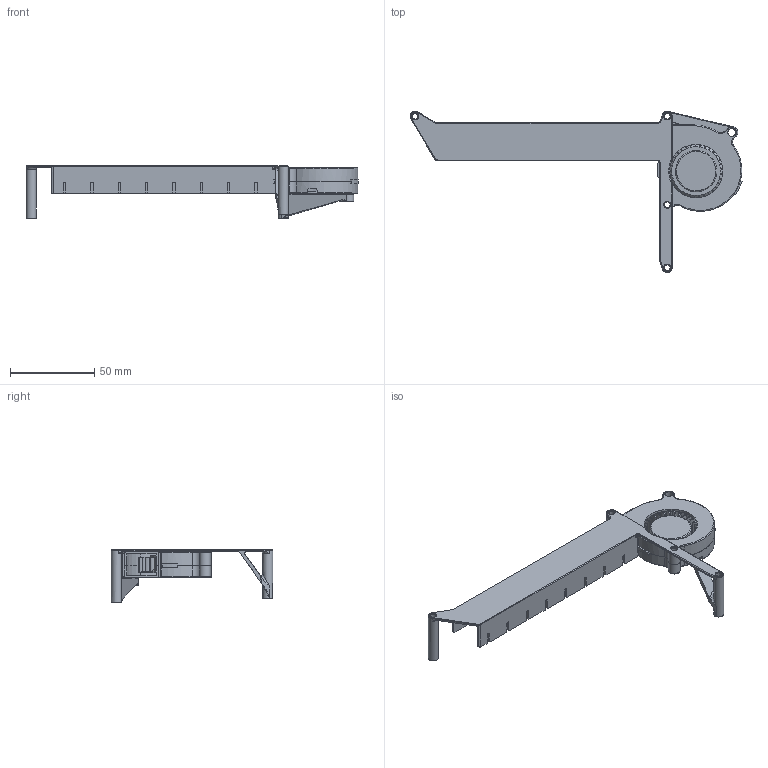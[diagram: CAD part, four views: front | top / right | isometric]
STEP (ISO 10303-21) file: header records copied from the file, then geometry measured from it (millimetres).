
FILE_DESCRIPTION(/* description */ ('PCB Design'),/* implementation_level */ '2;1');
FILE_NAME(/* name */ 'Octopus Pro Driver Fan Duct.stp',/* time_stamp */ '2022-08-24T13:46:30+02:00',/* author */ ('mwern'),/* organization */ (''),/* preprocessor_version */ 'ST-DEVELOPER v18.1',/* originating_system */ 'Autodesk Inventor 2022',/* authorisation */ '');
FILE_SCHEMA (('AUTOMOTIVE_DESIGN { 1 0 10303 214 3 1 1 }'));
Length unit declared in the file: millimetre
Products named in the file (7): Octopus_Pro - beta; Treiber_Lüftungskanal; Sunon MF50152VX-1L01C-Q99; TopCase; BottomCase; Impeller; Halter5015
Assembly tree (6 placements, depth 3):
  Octopus_Pro - beta
    Treiber_Lüftungskanal
    Sunon MF50152VX-1L01C-Q99
      TopCase
      BottomCase
      Impeller
    Halter5015
Bounding box: 197.47 x 96 x 31.3 mm (x, y, z)
Volume: 23759.5 mm3; surface area: 39873 mm2
Topology: 5 solids, 5 shells, 524 faces, 1388 edges, 881 vertices
Faces by surface type: cylinder 234, plane 209, cone 52, torus 25, bspline 4
Full cylindrical faces by diameter (mm): 3.4 x5, 4.6 x4, 4.7 x1, 6 x3, 22.8 x1, 24.5 x1, 31.8 x1
Entity records: 21991 total; most frequent: CARTESIAN_POINT 7948, DIRECTION 3022, ORIENTED_EDGE 2776, EDGE_CURVE 1388, AXIS2_PLACEMENT_3D 1201, VERTEX_POINT 881, CIRCLE 648, LINE 620
